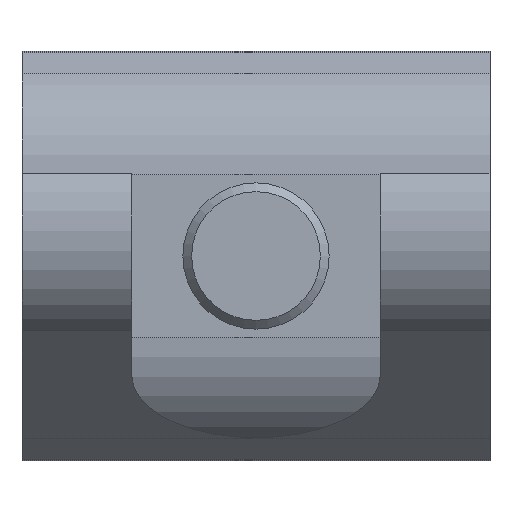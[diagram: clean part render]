
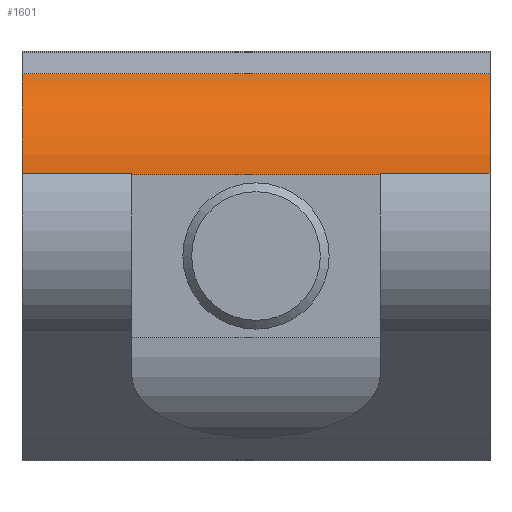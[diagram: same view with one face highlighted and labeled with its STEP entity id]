
A CAD part, front view. The second image highlights one B-rep face of the part: STEP entity #1601.
In plain terms, the highlighted cylindrical face has radius 4 mm (diameter 8 mm), a partial arc.
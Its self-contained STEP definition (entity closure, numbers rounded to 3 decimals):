
#102=CYLINDRICAL_SURFACE('',#1749,4.);
#156=FACE_OUTER_BOUND('',#242,.T.);
#242=EDGE_LOOP('',(#1293,#1294,#1295,#1296));
#302=LINE('',#2379,#456);
#382=LINE('',#2605,#536);
#456=VECTOR('',#1906,10.);
#536=VECTOR('',#2094,10.);
#620=CIRCLE('',#1714,4.);
#628=CIRCLE('',#1723,4.);
#685=VERTEX_POINT('',#2376);
#686=VERTEX_POINT('',#2378);
#717=VERTEX_POINT('',#2466);
#738=VERTEX_POINT('',#2511);
#848=EDGE_CURVE('',#685,#686,#302,.T.);
#888=EDGE_CURVE('',#686,#717,#620,.T.);
#912=EDGE_CURVE('',#738,#685,#628,.T.);
#954=EDGE_CURVE('',#738,#717,#382,.T.);
#1293=ORIENTED_EDGE('',*,*,#848,.F.);
#1294=ORIENTED_EDGE('',*,*,#912,.F.);
#1295=ORIENTED_EDGE('',*,*,#954,.T.);
#1296=ORIENTED_EDGE('',*,*,#888,.F.);
#1601=ADVANCED_FACE('',(#156),#102,.T.);
#1714=AXIS2_PLACEMENT_3D('',#2467,#1969,#1970);
#1723=AXIS2_PLACEMENT_3D('',#2513,#2003,#2004);
#1749=AXIS2_PLACEMENT_3D('',#2604,#2092,#2093);
#1906=DIRECTION('',(-1.,0.,0.));
#1969=DIRECTION('center_axis',(-1.,0.,0.));
#1970=DIRECTION('ref_axis',(0.,0.5,-0.866));
#2003=DIRECTION('center_axis',(1.,0.,0.));
#2004=DIRECTION('ref_axis',(0.,0.5,-0.866));
#2092=DIRECTION('center_axis',(1.,0.,0.));
#2093=DIRECTION('ref_axis',(0.,0.5,-0.866));
#2094=DIRECTION('',(-1.,0.,0.));
#2376=CARTESIAN_POINT('',(8.,-9.7,2.774));
#2378=CARTESIAN_POINT('',(-8.,-9.7,2.774));
#2379=CARTESIAN_POINT('',(0.,-9.7,2.774));
#2466=CARTESIAN_POINT('',(-8.,-7.7,6.238));
#2467=CARTESIAN_POINT('Origin',(-8.,-5.7,2.774));
#2511=CARTESIAN_POINT('',(8.,-7.7,6.238));
#2513=CARTESIAN_POINT('Origin',(8.,-5.7,2.774));
#2604=CARTESIAN_POINT('Origin',(0.,-5.7,2.774));
#2605=CARTESIAN_POINT('',(0.,-7.7,6.238));
